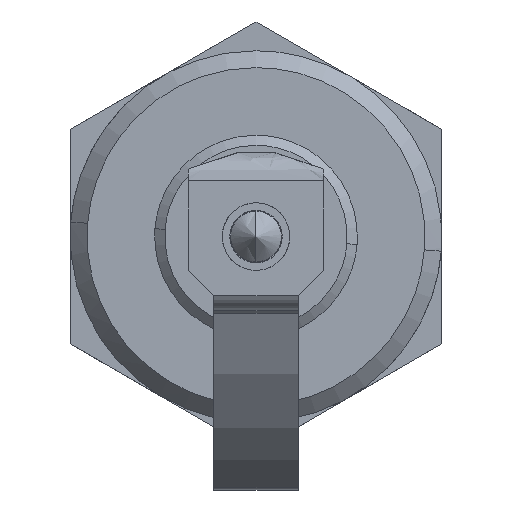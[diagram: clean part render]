
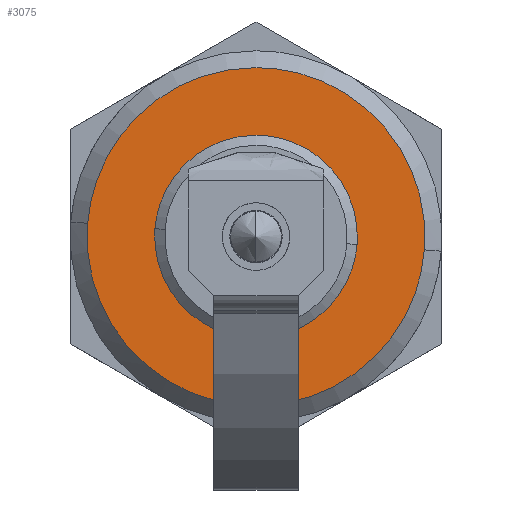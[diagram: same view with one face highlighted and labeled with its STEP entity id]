
A CAD part, front view. The second image highlights one B-rep face of the part: STEP entity #3075.
In plain terms, the highlighted free-form (B-spline) face has degree [1, 1] with [2, 2] control points.
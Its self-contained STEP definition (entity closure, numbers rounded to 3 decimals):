
#2896=CARTESIAN_POINT('',(5.982,-2.,-0.471));
#2897=VERTEX_POINT('',#2896);
#2903=CARTESIAN_POINT('',(0.,-2.0,6.));
#2904=VERTEX_POINT('',#2903);
#2905=CARTESIAN_POINT('',(5.982,-2.,-0.471));
#2906=CARTESIAN_POINT('',(6.,-2.,-0.236));
#2907=CARTESIAN_POINT('',(6.,-2.,0.));
#2908=CARTESIAN_POINT('',(6.,-2.,6.));
#2909=CARTESIAN_POINT('',(0.,-2.0,6.));
#2917=(BOUNDED_CURVE()B_SPLINE_CURVE(2,(#2905,#2906,#2907,#2908,#2909),.UNSPECIFIED.,.F.,.U.)B_SPLINE_CURVE_WITH_KNOTS((3,2,3),(0.736,0.75,1.0),.UNSPECIFIED.)CURVE()GEOMETRIC_REPRESENTATION_ITEM()RATIONAL_B_SPLINE_CURVE((0.97,0.984,1.0,0.707,1.0))REPRESENTATION_ITEM(''));
#2918=EDGE_CURVE('',#2897,#2904,#2917,.T.);
#2920=CARTESIAN_POINT('',(-5.982,-2.,0.471));
#2921=VERTEX_POINT('',#2920);
#2922=CARTESIAN_POINT('',(0.,-2.0,6.));
#2923=CARTESIAN_POINT('',(-5.546,-2.,6.));
#2924=CARTESIAN_POINT('',(-5.982,-2.,0.471));
#2932=(BOUNDED_CURVE()B_SPLINE_CURVE(2,(#2922,#2923,#2924),.UNSPECIFIED.,.F.,.U.)B_SPLINE_CURVE_WITH_KNOTS((3,3),(0.0,0.236),.UNSPECIFIED.)CURVE()GEOMETRIC_REPRESENTATION_ITEM()RATIONAL_B_SPLINE_CURVE((1.0,0.723,0.97))REPRESENTATION_ITEM(''));
#2933=EDGE_CURVE('',#2904,#2921,#2932,.T.);
#2963=CARTESIAN_POINT('',(0.,-2.0,-6.));
#2964=VERTEX_POINT('',#2963);
#2965=CARTESIAN_POINT('',(-5.982,-2.,0.471));
#2966=CARTESIAN_POINT('',(-6.,-2.,0.236));
#2967=CARTESIAN_POINT('',(-6.,-2.,0.));
#2968=CARTESIAN_POINT('',(-6.,-2.,-6.));
#2969=CARTESIAN_POINT('',(0.,-2.0,-6.));
#2977=(BOUNDED_CURVE()B_SPLINE_CURVE(2,(#2965,#2966,#2967,#2968,#2969),.UNSPECIFIED.,.F.,.U.)B_SPLINE_CURVE_WITH_KNOTS((3,2,3),(0.236,0.25,0.5),.UNSPECIFIED.)CURVE()GEOMETRIC_REPRESENTATION_ITEM()RATIONAL_B_SPLINE_CURVE((0.97,0.984,1.0,0.707,1.0))REPRESENTATION_ITEM(''));
#2978=EDGE_CURVE('',#2921,#2964,#2977,.T.);
#2980=CARTESIAN_POINT('',(0.,-2.0,-6.));
#2981=CARTESIAN_POINT('',(5.546,-2.,-6.));
#2982=CARTESIAN_POINT('',(5.982,-2.,-0.471));
#2990=(BOUNDED_CURVE()B_SPLINE_CURVE(2,(#2980,#2981,#2982),.UNSPECIFIED.,.F.,.U.)B_SPLINE_CURVE_WITH_KNOTS((3,3),(0.5,0.736),.UNSPECIFIED.)CURVE()GEOMETRIC_REPRESENTATION_ITEM()RATIONAL_B_SPLINE_CURVE((1.0,0.723,0.97))REPRESENTATION_ITEM(''));
#2991=EDGE_CURVE('',#2964,#2897,#2990,.T.);
#2998=CARTESIAN_POINT('',(10.996,-2.,10.999));
#2999=CARTESIAN_POINT('',(10.996,-2.,-10.999));
#3000=CARTESIAN_POINT('',(-10.996,-2.,10.999));
#3001=CARTESIAN_POINT('',(-10.996,-2.,-10.999));
#3002=B_SPLINE_SURFACE_WITH_KNOTS('',1,1,((#2998,#3000),(#2999,#3001)),.UNSPECIFIED.,.F.,.F.,.U.,(2,2),(2,2),(0.0,21.998),(0.0,21.992),.UNSPECIFIED.);
#3003=CARTESIAN_POINT('',(0.,-2.0,10.0));
#3004=VERTEX_POINT('',#3003);
#3005=CARTESIAN_POINT('',(-9.969,-2.,0.785));
#3006=VERTEX_POINT('',#3005);
#3007=CARTESIAN_POINT('',(0.,-2.0,10.0));
#3008=CARTESIAN_POINT('',(-9.244,-2.,10.));
#3009=CARTESIAN_POINT('',(-9.969,-2.,0.785));
#3017=(BOUNDED_CURVE()B_SPLINE_CURVE(2,(#3007,#3008,#3009),.UNSPECIFIED.,.F.,.U.)B_SPLINE_CURVE_WITH_KNOTS((3,3),(0.0,0.236),.UNSPECIFIED.)CURVE()GEOMETRIC_REPRESENTATION_ITEM()RATIONAL_B_SPLINE_CURVE((1.0,0.723,0.97))REPRESENTATION_ITEM(''));
#3018=EDGE_CURVE('',#3004,#3006,#3017,.T.);
#3019=ORIENTED_EDGE('',*,*,#3018,.T.);
#3020=CARTESIAN_POINT('',(0.,-2.0,-10.0));
#3021=VERTEX_POINT('',#3020);
#3022=CARTESIAN_POINT('',(-9.969,-2.,0.785));
#3023=CARTESIAN_POINT('',(-10.,-2.,0.393));
#3024=CARTESIAN_POINT('',(-10.,-2.,0.));
#3025=CARTESIAN_POINT('',(-10.,-2.,-10.));
#3026=CARTESIAN_POINT('',(0.,-2.0,-10.0));
#3034=(BOUNDED_CURVE()B_SPLINE_CURVE(2,(#3022,#3023,#3024,#3025,#3026),.UNSPECIFIED.,.F.,.U.)B_SPLINE_CURVE_WITH_KNOTS((3,2,3),(0.236,0.25,0.5),.UNSPECIFIED.)CURVE()GEOMETRIC_REPRESENTATION_ITEM()RATIONAL_B_SPLINE_CURVE((0.97,0.984,1.0,0.707,1.0))REPRESENTATION_ITEM(''));
#3035=EDGE_CURVE('',#3006,#3021,#3034,.T.);
#3036=ORIENTED_EDGE('',*,*,#3035,.T.);
#3037=CARTESIAN_POINT('',(9.969,-2.,-0.785));
#3038=VERTEX_POINT('',#3037);
#3039=CARTESIAN_POINT('',(0.,-2.0,-10.0));
#3040=CARTESIAN_POINT('',(9.244,-2.,-10.));
#3041=CARTESIAN_POINT('',(9.969,-2.,-0.785));
#3049=(BOUNDED_CURVE()B_SPLINE_CURVE(2,(#3039,#3040,#3041),.UNSPECIFIED.,.F.,.U.)B_SPLINE_CURVE_WITH_KNOTS((3,3),(0.5,0.736),.UNSPECIFIED.)CURVE()GEOMETRIC_REPRESENTATION_ITEM()RATIONAL_B_SPLINE_CURVE((1.0,0.723,0.97))REPRESENTATION_ITEM(''));
#3050=EDGE_CURVE('',#3021,#3038,#3049,.T.);
#3051=ORIENTED_EDGE('',*,*,#3050,.T.);
#3052=CARTESIAN_POINT('',(9.969,-2.,-0.785));
#3053=CARTESIAN_POINT('',(10.,-2.,-0.393));
#3054=CARTESIAN_POINT('',(10.,-2.,0.));
#3055=CARTESIAN_POINT('',(10.,-2.,10.));
#3056=CARTESIAN_POINT('',(0.,-2.0,10.0));
#3064=(BOUNDED_CURVE()B_SPLINE_CURVE(2,(#3052,#3053,#3054,#3055,#3056),.UNSPECIFIED.,.F.,.U.)B_SPLINE_CURVE_WITH_KNOTS((3,2,3),(0.736,0.75,1.0),.UNSPECIFIED.)CURVE()GEOMETRIC_REPRESENTATION_ITEM()RATIONAL_B_SPLINE_CURVE((0.97,0.984,1.0,0.707,1.0))REPRESENTATION_ITEM(''));
#3065=EDGE_CURVE('',#3038,#3004,#3064,.T.);
#3066=ORIENTED_EDGE('',*,*,#3065,.T.);
#3067=EDGE_LOOP('',(#3019,#3036,#3051,#3066));
#3068=FACE_OUTER_BOUND('',#3067,.T.);
#3069=ORIENTED_EDGE('',*,*,#2991,.F.);
#3070=ORIENTED_EDGE('',*,*,#2978,.F.);
#3071=ORIENTED_EDGE('',*,*,#2933,.F.);
#3072=ORIENTED_EDGE('',*,*,#2918,.F.);
#3073=EDGE_LOOP('',(#3069,#3070,#3071,#3072));
#3074=FACE_BOUND('',#3073,.T.);
#3075=ADVANCED_FACE('',(#3068,#3074),#3002,.F.);
